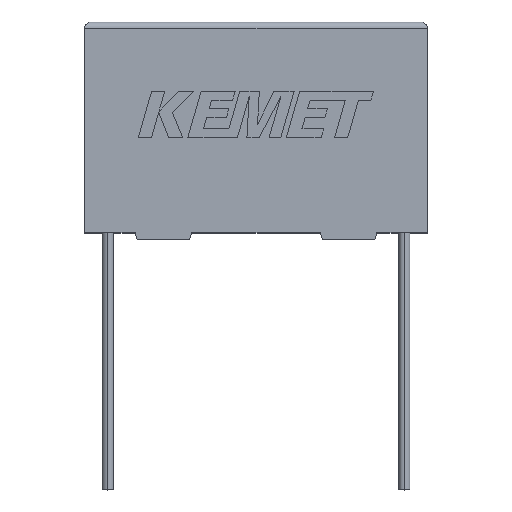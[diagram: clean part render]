
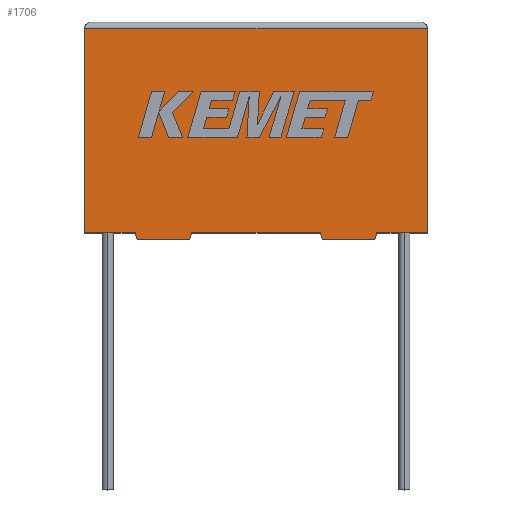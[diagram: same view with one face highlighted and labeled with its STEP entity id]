
A CAD part, top view. The second image highlights one B-rep face of the part: STEP entity #1706.
In plain terms, the highlighted planar face has unit normal (0, 0, 1).
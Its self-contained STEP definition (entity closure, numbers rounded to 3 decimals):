
#26 = CARTESIAN_POINT ( 'NONE',  ( 3.98, -0.5, 7. ) ) ;
#41 = EDGE_CURVE ( 'NONE', #846, #790, #3053, .T. ) ;
#52 = VECTOR ( 'NONE', #3146, 1000. ) ;
#57 = LINE ( 'NONE', #1467, #1666 ) ;
#86 = VERTEX_POINT ( 'NONE', #836 ) ;
#102 = ORIENTED_EDGE ( 'NONE', *, *, #346, .T. ) ;
#122 = CARTESIAN_POINT ( 'NONE',  ( 22.02, -0.5, 7. ) ) ;
#138 = VECTOR ( 'NONE', #1594, 1000. ) ;
#172 = CARTESIAN_POINT ( 'NONE',  ( 0., 0., 7. ) ) ;
#195 = EDGE_CURVE ( 'NONE', #1818, #813, #1670, .T. ) ;
#196 = ORIENTED_EDGE ( 'NONE', *, *, #2578, .T. ) ;
#237 = LINE ( 'NONE', #419, #554 ) ;
#346 = EDGE_CURVE ( 'NONE', #1705, #86, #57, .T. ) ;
#367 = CARTESIAN_POINT ( 'NONE',  ( 18.042, -0.5, 7. ) ) ;
#419 = CARTESIAN_POINT ( 'NONE',  ( 0., 0., 7. ) ) ;
#422 = CARTESIAN_POINT ( 'NONE',  ( 3.98, -0.5, 7. ) ) ;
#446 = VERTEX_POINT ( 'NONE', #1037 ) ;
#453 = VECTOR ( 'NONE', #1034, 1000. ) ;
#467 = EDGE_CURVE ( 'NONE', #790, #1694, #799, .T. ) ;
#473 = CARTESIAN_POINT ( 'NONE',  ( 0., 0., 7. ) ) ;
#554 = VECTOR ( 'NONE', #2641, 1000. ) ;
#569 = ORIENTED_EDGE ( 'NONE', *, *, #667, .F. ) ;
#573 = CARTESIAN_POINT ( 'NONE',  ( 18.042, -0.5, 7. ) ) ;
#614 = EDGE_LOOP ( 'NONE', ( #1381, #626, #1230, #196, #2927, #3076, #2651, #102, #1766, #569, #1272, #1534 ) ) ;
#626 = ORIENTED_EDGE ( 'NONE', *, *, #195, .T. ) ;
#667 = EDGE_CURVE ( 'NONE', #3017, #2356, #3082, .T. ) ;
#675 = CARTESIAN_POINT ( 'NONE',  ( 22.17, 0., 7. ) ) ;
#691 = DIRECTION ( 'NONE',  ( 0., 1., 0. ) ) ;
#730 = CARTESIAN_POINT ( 'NONE',  ( 0., 0., 7. ) ) ;
#742 = FACE_OUTER_BOUND ( 'NONE', #614, .T. ) ;
#790 = VERTEX_POINT ( 'NONE', #422 ) ;
#797 = PLANE ( 'NONE',  #1701 ) ;
#799 = LINE ( 'NONE', #26, #1546 ) ;
#813 = VERTEX_POINT ( 'NONE', #2176 ) ;
#836 = CARTESIAN_POINT ( 'NONE',  ( 17.892, 0., 7. ) ) ;
#846 = VERTEX_POINT ( 'NONE', #2197 ) ;
#887 = LINE ( 'NONE', #730, #2464 ) ;
#1004 = DIRECTION ( 'NONE',  ( 1., 0., 0. ) ) ;
#1034 = DIRECTION ( 'NONE',  ( 0.287, -0.958, 0. ) ) ;
#1037 = CARTESIAN_POINT ( 'NONE',  ( 26., 0., 7. ) ) ;
#1087 = VECTOR ( 'NONE', #691, 1000. ) ;
#1098 = DIRECTION ( 'NONE',  ( -1., 0., 0. ) ) ;
#1130 = CARTESIAN_POINT ( 'NONE',  ( 22.17, 0., 7. ) ) ;
#1220 = CARTESIAN_POINT ( 'NONE',  ( 7.958, -0.5, 7. ) ) ;
#1230 = ORIENTED_EDGE ( 'NONE', *, *, #2696, .T. ) ;
#1236 = DIRECTION ( 'NONE',  ( 0., -1., 0. ) ) ;
#1272 = ORIENTED_EDGE ( 'NONE', *, *, #1405, .F. ) ;
#1319 = VECTOR ( 'NONE', #1713, 1000. ) ;
#1367 = EDGE_CURVE ( 'NONE', #3086, #446, #237, .T. ) ;
#1368 = CARTESIAN_POINT ( 'NONE',  ( 22.02, -0.5, 7. ) ) ;
#1381 = ORIENTED_EDGE ( 'NONE', *, *, #1788, .T. ) ;
#1405 = EDGE_CURVE ( 'NONE', #3086, #3017, #2839, .T. ) ;
#1467 = CARTESIAN_POINT ( 'NONE',  ( 0., 0., 7. ) ) ;
#1494 = VECTOR ( 'NONE', #2462, 1000. ) ;
#1534 = ORIENTED_EDGE ( 'NONE', *, *, #1367, .T. ) ;
#1546 = VECTOR ( 'NONE', #1781, 1000. ) ;
#1561 = VECTOR ( 'NONE', #2240, 1000. ) ;
#1594 = DIRECTION ( 'NONE',  ( -0.287, 0.958, 0. ) ) ;
#1665 = CARTESIAN_POINT ( 'NONE',  ( 0., 15.5, 7. ) ) ;
#1666 = VECTOR ( 'NONE', #1004, 1000. ) ;
#1670 = LINE ( 'NONE', #1665, #2783 ) ;
#1694 = VERTEX_POINT ( 'NONE', #2302 ) ;
#1701 = AXIS2_PLACEMENT_3D ( 'NONE', #2604, #2618, #1098 ) ;
#1705 = VERTEX_POINT ( 'NONE', #2584 ) ;
#1706 = ADVANCED_FACE ( 'NONE', ( #742 ), #797, .F. ) ;
#1713 = DIRECTION ( 'NONE',  ( 1., 0., 0. ) ) ;
#1766 = ORIENTED_EDGE ( 'NONE', *, *, #2999, .F. ) ;
#1781 = DIRECTION ( 'NONE',  ( 1., 0., 0. ) ) ;
#1788 = EDGE_CURVE ( 'NONE', #446, #1818, #1839, .T. ) ;
#1818 = VERTEX_POINT ( 'NONE', #1988 ) ;
#1839 = LINE ( 'NONE', #3209, #1087 ) ;
#1988 = CARTESIAN_POINT ( 'NONE',  ( 26., 15.5, 7. ) ) ;
#2035 = CARTESIAN_POINT ( 'NONE',  ( 3.83, 0., 7. ) ) ;
#2077 = LINE ( 'NONE', #473, #1319 ) ;
#2176 = CARTESIAN_POINT ( 'NONE',  ( 0., 15.5, 7. ) ) ;
#2197 = CARTESIAN_POINT ( 'NONE',  ( 3.83, 0., 7. ) ) ;
#2240 = DIRECTION ( 'NONE',  ( 0.287, 0.958, 0. ) ) ;
#2302 = CARTESIAN_POINT ( 'NONE',  ( 7.958, -0.5, 7. ) ) ;
#2303 = LINE ( 'NONE', #573, #138 ) ;
#2356 = VERTEX_POINT ( 'NONE', #367 ) ;
#2443 = VERTEX_POINT ( 'NONE', #172 ) ;
#2462 = DIRECTION ( 'NONE',  ( -0.287, -0.958, 0. ) ) ;
#2464 = VECTOR ( 'NONE', #1236, 1000. ) ;
#2578 = EDGE_CURVE ( 'NONE', #2443, #846, #2077, .T. ) ;
#2584 = CARTESIAN_POINT ( 'NONE',  ( 8.108, 0., 7. ) ) ;
#2604 = CARTESIAN_POINT ( 'NONE',  ( 0., 0., 7. ) ) ;
#2618 = DIRECTION ( 'NONE',  ( 0., 0., -1. ) ) ;
#2641 = DIRECTION ( 'NONE',  ( 1., 0., 0. ) ) ;
#2651 = ORIENTED_EDGE ( 'NONE', *, *, #2823, .T. ) ;
#2696 = EDGE_CURVE ( 'NONE', #813, #2443, #887, .T. ) ;
#2708 = DIRECTION ( 'NONE',  ( -1., 0., 0. ) ) ;
#2783 = VECTOR ( 'NONE', #2708, 1000. ) ;
#2823 = EDGE_CURVE ( 'NONE', #1694, #1705, #2865, .T. ) ;
#2839 = LINE ( 'NONE', #1130, #1494 ) ;
#2865 = LINE ( 'NONE', #1220, #1561 ) ;
#2927 = ORIENTED_EDGE ( 'NONE', *, *, #41, .T. ) ;
#2999 = EDGE_CURVE ( 'NONE', #2356, #86, #2303, .T. ) ;
#3017 = VERTEX_POINT ( 'NONE', #122 ) ;
#3053 = LINE ( 'NONE', #2035, #453 ) ;
#3076 = ORIENTED_EDGE ( 'NONE', *, *, #467, .T. ) ;
#3082 = LINE ( 'NONE', #1368, #52 ) ;
#3086 = VERTEX_POINT ( 'NONE', #675 ) ;
#3146 = DIRECTION ( 'NONE',  ( -1., 0., 0. ) ) ;
#3209 = CARTESIAN_POINT ( 'NONE',  ( 26., 0., 7. ) ) ;
